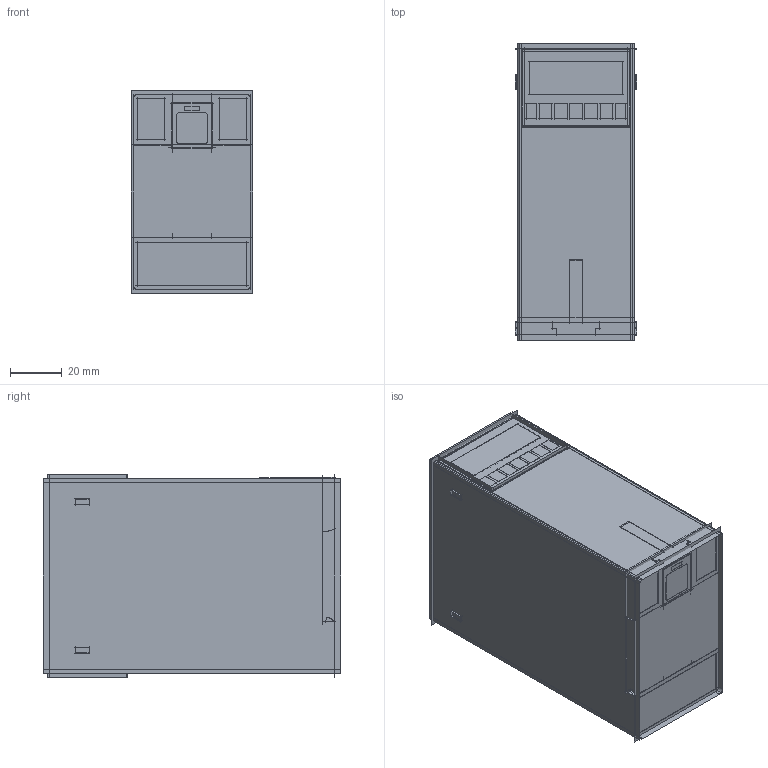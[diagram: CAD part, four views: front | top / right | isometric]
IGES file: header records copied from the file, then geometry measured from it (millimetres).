
Start section:  PTC IGES file: 193982.igs
Global section: file name: 193982.igs; native system: Creo Parametric by Parametric Technology Corporation; preprocessor: 2013230; author: pdmadmin; organization: Unknown; date: 20160309.144806; units: millimetre
Bounding box: 46.8 x 114.4 x 78 mm (x, y, z)
Volume: 103012 mm3; surface area: 361045.1 mm2
Topology: 5 solids, 5 shells, 1032 faces, 4896 edges, 5960 vertices
Faces by surface type: bspline 826, revolution 206
